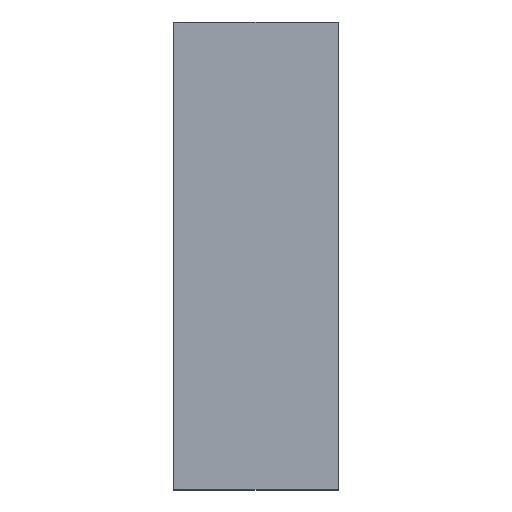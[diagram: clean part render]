
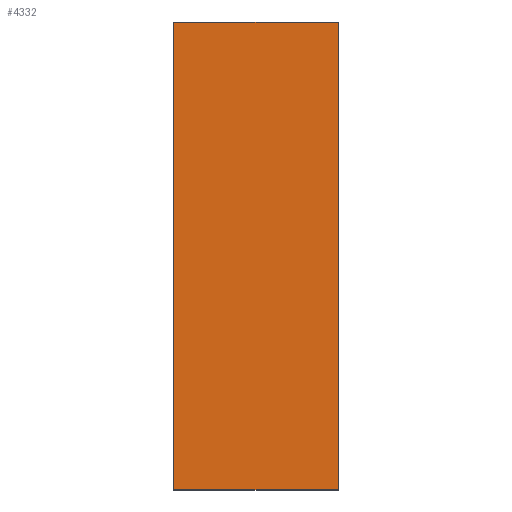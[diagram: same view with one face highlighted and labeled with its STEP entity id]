
A CAD part, left-side view. The second image highlights one B-rep face of the part: STEP entity #4332.
In plain terms, the highlighted planar face has unit normal (-1, 0, 0).
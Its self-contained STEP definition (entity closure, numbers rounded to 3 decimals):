
#51 = EDGE_CURVE ( 'NONE', #3380, #1350, #2996, .T. ) ;
#206 = CARTESIAN_POINT ( 'NONE',  ( -1.5, 0.88, 1.25 ) ) ;
#226 = DIRECTION ( 'NONE',  ( 1., 0., 0. ) ) ;
#299 = DIRECTION ( 'NONE',  ( 0., 0., 1. ) ) ;
#378 = AXIS2_PLACEMENT_3D ( 'NONE', #206, #226, #2888 ) ;
#605 = ORIENTED_EDGE ( 'NONE', *, *, #1838, .T. ) ;
#726 = EDGE_CURVE ( 'NONE', #1350, #3665, #1790, .T. ) ;
#771 = EDGE_LOOP ( 'NONE', ( #2253, #4643, #3413, #605 ) ) ;
#1159 = FACE_OUTER_BOUND ( 'NONE', #771, .T. ) ;
#1287 = DIRECTION ( 'NONE',  ( 0., 0., 1. ) ) ;
#1350 = VERTEX_POINT ( 'NONE', #3673 ) ;
#1790 = LINE ( 'NONE', #2112, #4936 ) ;
#1838 = EDGE_CURVE ( 'NONE', #3380, #1983, #4148, .T. ) ;
#1934 = LINE ( 'NONE', #2640, #4428 ) ;
#1983 = VERTEX_POINT ( 'NONE', #4117 ) ;
#2112 = CARTESIAN_POINT ( 'NONE',  ( -1.5, 0.88, 1.25 ) ) ;
#2253 = ORIENTED_EDGE ( 'NONE', *, *, #3400, .T. ) ;
#2492 = PLANE ( 'NONE',  #378 ) ;
#2499 = DIRECTION ( 'NONE',  ( 0., -1., 0. ) ) ;
#2615 = CARTESIAN_POINT ( 'NONE',  ( -1.5, 0.88, -1.25 ) ) ;
#2640 = CARTESIAN_POINT ( 'NONE',  ( -1.5, 0., 1.25 ) ) ;
#2731 = VECTOR ( 'NONE', #3539, 1000. ) ;
#2742 = CARTESIAN_POINT ( 'NONE',  ( -1.5, 0.88, -1.25 ) ) ;
#2888 = DIRECTION ( 'NONE',  ( 0., 0., -1. ) ) ;
#2996 = LINE ( 'NONE', #4350, #3120 ) ;
#3120 = VECTOR ( 'NONE', #1287, 1000. ) ;
#3176 = CARTESIAN_POINT ( 'NONE',  ( -1.5, 0., 1.25 ) ) ;
#3380 = VERTEX_POINT ( 'NONE', #2615 ) ;
#3400 = EDGE_CURVE ( 'NONE', #1983, #3665, #1934, .T. ) ;
#3413 = ORIENTED_EDGE ( 'NONE', *, *, #51, .F. ) ;
#3539 = DIRECTION ( 'NONE',  ( 0., -1., 0. ) ) ;
#3665 = VERTEX_POINT ( 'NONE', #3176 ) ;
#3673 = CARTESIAN_POINT ( 'NONE',  ( -1.5, 0.88, 1.25 ) ) ;
#4117 = CARTESIAN_POINT ( 'NONE',  ( -1.5, 0., -1.25 ) ) ;
#4148 = LINE ( 'NONE', #2742, #2731 ) ;
#4332 = ADVANCED_FACE ( 'NONE', ( #1159 ), #2492, .F. ) ;
#4350 = CARTESIAN_POINT ( 'NONE',  ( -1.5, 0.88, 1.25 ) ) ;
#4428 = VECTOR ( 'NONE', #299, 1000. ) ;
#4643 = ORIENTED_EDGE ( 'NONE', *, *, #726, .F. ) ;
#4936 = VECTOR ( 'NONE', #2499, 1000. ) ;
